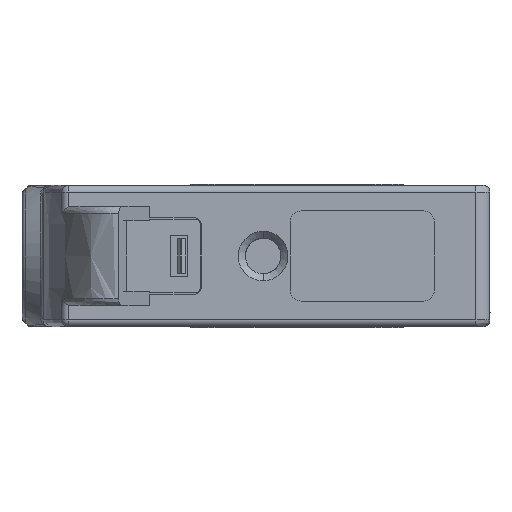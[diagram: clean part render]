
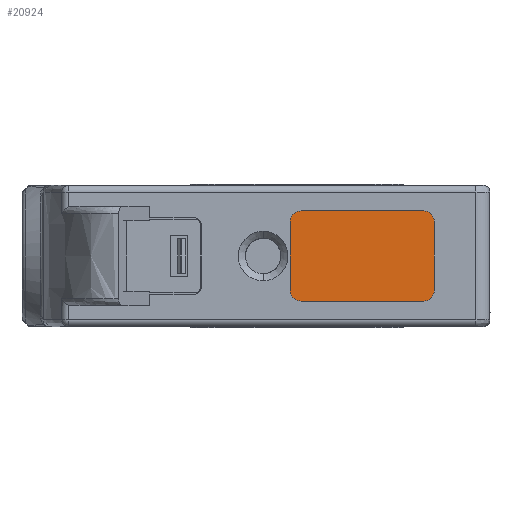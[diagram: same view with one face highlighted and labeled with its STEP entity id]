
A CAD part, left-side view. The second image highlights one B-rep face of the part: STEP entity #20924.
In plain terms, the highlighted planar face has unit normal (-1, 0, 0).
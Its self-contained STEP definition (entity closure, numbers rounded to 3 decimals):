
#5316=CARTESIAN_POINT('',(-0.127,4.682,-2.413));
#5317=DIRECTION('',(-1.,0.,0.));
#5318=DIRECTION('',(0.,0.,-1.));
#5319=AXIS2_PLACEMENT_3D('',#5316,#5317,#5318);
#5321=DIRECTION('',(0.,-1.,0.));
#5322=VECTOR('',#5321,8.636);
#5323=CARTESIAN_POINT('',(-0.127,13.318,-3.175));
#5324=LINE('',#5323,#5322);
#5325=CARTESIAN_POINT('',(-0.127,13.318,-2.413));
#5326=DIRECTION('',(-1.,0.,0.));
#5327=DIRECTION('',(0.,1.,0.));
#5328=AXIS2_PLACEMENT_3D('',#5325,#5326,#5327);
#5330=DIRECTION('',(0.,0.,-1.));
#5331=VECTOR('',#5330,4.826);
#5332=CARTESIAN_POINT('',(-0.127,14.08,2.413));
#5333=LINE('',#5332,#5331);
#5334=CARTESIAN_POINT('',(-0.127,13.318,2.413));
#5335=DIRECTION('',(-1.,0.,0.));
#5336=DIRECTION('',(0.,0.,1.));
#5337=AXIS2_PLACEMENT_3D('',#5334,#5335,#5336);
#5339=DIRECTION('',(0.,1.,0.));
#5340=VECTOR('',#5339,8.636);
#5341=CARTESIAN_POINT('',(-0.127,4.682,3.175));
#5342=LINE('',#5341,#5340);
#5343=CARTESIAN_POINT('',(-0.127,4.682,2.413));
#5344=DIRECTION('',(-1.,0.,0.));
#5345=DIRECTION('',(0.,-1.,0.));
#5346=AXIS2_PLACEMENT_3D('',#5343,#5344,#5345);
#5348=DIRECTION('',(0.,0.,1.));
#5349=VECTOR('',#5348,4.826);
#5350=CARTESIAN_POINT('',(-0.127,3.92,-2.413));
#5351=LINE('',#5350,#5349);
#13406=CARTESIAN_POINT('',(-0.127,4.682,-3.175));
#13407=CARTESIAN_POINT('',(-0.127,3.92,-2.413));
#13408=VERTEX_POINT('',#13406);
#13409=VERTEX_POINT('',#13407);
#13410=CARTESIAN_POINT('',(-0.127,13.318,-3.175));
#13411=VERTEX_POINT('',#13410);
#13412=CARTESIAN_POINT('',(-0.127,14.08,-2.413));
#13413=VERTEX_POINT('',#13412);
#13414=CARTESIAN_POINT('',(-0.127,14.08,2.413));
#13415=VERTEX_POINT('',#13414);
#13416=CARTESIAN_POINT('',(-0.127,13.318,3.175));
#13417=VERTEX_POINT('',#13416);
#13418=CARTESIAN_POINT('',(-0.127,4.682,3.175));
#13419=VERTEX_POINT('',#13418);
#13420=CARTESIAN_POINT('',(-0.127,3.92,2.413));
#13421=VERTEX_POINT('',#13420);
#20909=CARTESIAN_POINT('',(-0.127,9.,0.));
#20910=DIRECTION('',(-1.,0.,0.));
#20911=DIRECTION('',(0.,1.,0.));
#20912=AXIS2_PLACEMENT_3D('',#20909,#20910,#20911);
#20913=PLANE('',#20912);
#20914=ORIENTED_EDGE('',*,*,#20805,.F.);
#20915=ORIENTED_EDGE('',*,*,#20820,.F.);
#20916=ORIENTED_EDGE('',*,*,#20834,.F.);
#20917=ORIENTED_EDGE('',*,*,#20848,.F.);
#20918=ORIENTED_EDGE('',*,*,#20862,.F.);
#20919=ORIENTED_EDGE('',*,*,#20876,.F.);
#20920=ORIENTED_EDGE('',*,*,#20890,.F.);
#20921=ORIENTED_EDGE('',*,*,#20903,.F.);
#20922=EDGE_LOOP('',(#20914,#20915,#20916,#20917,#20918,#20919,#20920,#20921));
#20923=FACE_OUTER_BOUND('',#20922,.F.);
#20924=ADVANCED_FACE('',(#20923),#20913,.T.);
#5320=CIRCLE('',#5319,0.762);
#5329=CIRCLE('',#5328,0.762);
#5338=CIRCLE('',#5337,0.762);
#5347=CIRCLE('',#5346,0.762);
#20805=EDGE_CURVE('',#13408,#13409,#5320,.T.);
#20820=EDGE_CURVE('',#13411,#13408,#5324,.T.);
#20834=EDGE_CURVE('',#13413,#13411,#5329,.T.);
#20848=EDGE_CURVE('',#13415,#13413,#5333,.T.);
#20862=EDGE_CURVE('',#13417,#13415,#5338,.T.);
#20876=EDGE_CURVE('',#13419,#13417,#5342,.T.);
#20890=EDGE_CURVE('',#13421,#13419,#5347,.T.);
#20903=EDGE_CURVE('',#13409,#13421,#5351,.T.);
